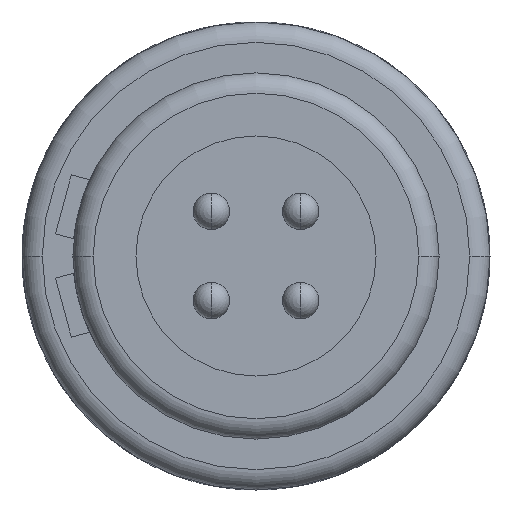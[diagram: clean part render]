
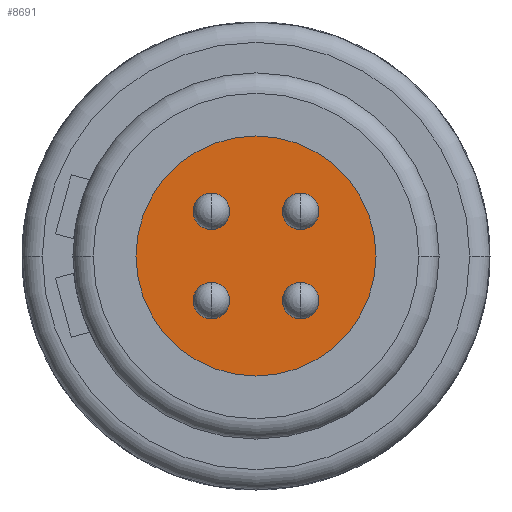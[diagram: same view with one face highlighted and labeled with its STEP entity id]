
A CAD part, left-side view. The second image highlights one B-rep face of the part: STEP entity #8691.
In plain terms, the highlighted planar face has unit normal (-1, 0, 0).
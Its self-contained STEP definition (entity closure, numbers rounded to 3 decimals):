
#3320=CARTESIAN_POINT('',(-3.,0.,0.));
#3321=DIRECTION('',(-1.,0.,0.));
#3322=DIRECTION('',(0.,1.,0.));
#3323=AXIS2_PLACEMENT_3D('',#3320,#3321,#3322);
#3338=CARTESIAN_POINT('',(-3.,0.,0.));
#3339=DIRECTION('',(-1.,0.,0.));
#3340=DIRECTION('',(0.,-1.,0.));
#3341=AXIS2_PLACEMENT_3D('',#3338,#3339,#3340);
#4289=CARTESIAN_POINT('',(-3.,1.096,1.096));
#4290=DIRECTION('',(-1.,0.,0.));
#4291=DIRECTION('',(0.,0.,1.));
#4292=AXIS2_PLACEMENT_3D('',#4289,#4290,#4291);
#4294=CARTESIAN_POINT('',(-3.,1.096,1.096));
#4295=DIRECTION('',(-1.,0.,0.));
#4296=DIRECTION('',(0.,0.,-1.));
#4297=AXIS2_PLACEMENT_3D('',#4294,#4295,#4296);
#4299=CARTESIAN_POINT('',(-3.,1.096,-1.096));
#4300=DIRECTION('',(-1.,0.,0.));
#4301=DIRECTION('',(0.,0.,1.));
#4302=AXIS2_PLACEMENT_3D('',#4299,#4300,#4301);
#4304=CARTESIAN_POINT('',(-3.,1.096,-1.096));
#4305=DIRECTION('',(-1.,0.,0.));
#4306=DIRECTION('',(0.,0.,-1.));
#4307=AXIS2_PLACEMENT_3D('',#4304,#4305,#4306);
#4309=CARTESIAN_POINT('',(-3.,-1.096,-1.096));
#4310=DIRECTION('',(-1.,0.,0.));
#4311=DIRECTION('',(0.,0.,1.));
#4312=AXIS2_PLACEMENT_3D('',#4309,#4310,#4311);
#4314=CARTESIAN_POINT('',(-3.,-1.096,-1.096));
#4315=DIRECTION('',(-1.,0.,0.));
#4316=DIRECTION('',(0.,0.,-1.));
#4317=AXIS2_PLACEMENT_3D('',#4314,#4315,#4316);
#4319=CARTESIAN_POINT('',(-3.,-1.096,1.096));
#4320=DIRECTION('',(-1.,0.,0.));
#4321=DIRECTION('',(0.,0.,1.));
#4322=AXIS2_PLACEMENT_3D('',#4319,#4320,#4321);
#4324=CARTESIAN_POINT('',(-3.,-1.096,1.096));
#4325=DIRECTION('',(-1.,0.,0.));
#4326=DIRECTION('',(0.,0.,-1.));
#4327=AXIS2_PLACEMENT_3D('',#4324,#4325,#4326);
#4758=CARTESIAN_POINT('',(-3.,1.096,1.546));
#4759=CARTESIAN_POINT('',(-3.,1.096,0.646));
#4760=VERTEX_POINT('',#4758);
#4761=VERTEX_POINT('',#4759);
#4762=CARTESIAN_POINT('',(-3.,1.096,-0.646));
#4763=CARTESIAN_POINT('',(-3.,1.096,-1.546));
#4764=VERTEX_POINT('',#4762);
#4765=VERTEX_POINT('',#4763);
#4766=CARTESIAN_POINT('',(-3.,-1.096,-0.646));
#4767=CARTESIAN_POINT('',(-3.,-1.096,-1.546));
#4768=VERTEX_POINT('',#4766);
#4769=VERTEX_POINT('',#4767);
#4770=CARTESIAN_POINT('',(-3.,-1.096,1.546));
#4771=CARTESIAN_POINT('',(-3.,-1.096,0.646));
#4772=VERTEX_POINT('',#4770);
#4773=VERTEX_POINT('',#4771);
#4948=CARTESIAN_POINT('',(-3.,-2.95,0.));
#4949=CARTESIAN_POINT('',(-3.,2.95,0.));
#4950=VERTEX_POINT('',#4948);
#4951=VERTEX_POINT('',#4949);
#8658=CARTESIAN_POINT('',(-3.,0.,0.));
#8659=DIRECTION('',(1.,0.,0.));
#8660=DIRECTION('',(0.,0.,-1.));
#8661=AXIS2_PLACEMENT_3D('',#8658,#8659,#8660);
#8662=PLANE('',#8661);
#8663=ORIENTED_EDGE('',*,*,#7236,.F.);
#8664=ORIENTED_EDGE('',*,*,#7193,.F.);
#8665=EDGE_LOOP('',(#8663,#8664));
#8666=FACE_OUTER_BOUND('',#8665,.F.);
#8668=ORIENTED_EDGE('',*,*,#8667,.T.);
#8670=ORIENTED_EDGE('',*,*,#8669,.T.);
#8671=EDGE_LOOP('',(#8668,#8670));
#8672=FACE_BOUND('',#8671,.F.);
#8674=ORIENTED_EDGE('',*,*,#8673,.T.);
#8676=ORIENTED_EDGE('',*,*,#8675,.T.);
#8677=EDGE_LOOP('',(#8674,#8676));
#8678=FACE_BOUND('',#8677,.F.);
#8680=ORIENTED_EDGE('',*,*,#8679,.T.);
#8682=ORIENTED_EDGE('',*,*,#8681,.T.);
#8683=EDGE_LOOP('',(#8680,#8682));
#8684=FACE_BOUND('',#8683,.F.);
#8686=ORIENTED_EDGE('',*,*,#8685,.T.);
#8688=ORIENTED_EDGE('',*,*,#8687,.T.);
#8689=EDGE_LOOP('',(#8686,#8688));
#8690=FACE_BOUND('',#8689,.F.);
#3324=CIRCLE('',#3323,2.95);
#3342=CIRCLE('',#3341,2.95);
#4293=CIRCLE('',#4292,0.45);
#4298=CIRCLE('',#4297,0.45);
#4303=CIRCLE('',#4302,0.45);
#4308=CIRCLE('',#4307,0.45);
#4313=CIRCLE('',#4312,0.45);
#4318=CIRCLE('',#4317,0.45);
#4323=CIRCLE('',#4322,0.45);
#4328=CIRCLE('',#4327,0.45);
#7193=EDGE_CURVE('',#4951,#4950,#3324,.T.);
#7236=EDGE_CURVE('',#4950,#4951,#3342,.T.);
#8667=EDGE_CURVE('',#4760,#4761,#4293,.T.);
#8669=EDGE_CURVE('',#4761,#4760,#4298,.T.);
#8673=EDGE_CURVE('',#4764,#4765,#4303,.T.);
#8675=EDGE_CURVE('',#4765,#4764,#4308,.T.);
#8679=EDGE_CURVE('',#4768,#4769,#4313,.T.);
#8681=EDGE_CURVE('',#4769,#4768,#4318,.T.);
#8685=EDGE_CURVE('',#4772,#4773,#4323,.T.);
#8687=EDGE_CURVE('',#4773,#4772,#4328,.T.);
#8691=ADVANCED_FACE('',(#8666,#8672,#8678,#8684,#8690),#8662,.F.);
